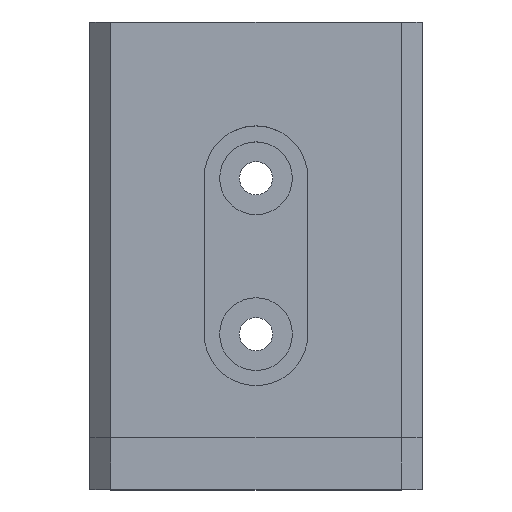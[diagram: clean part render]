
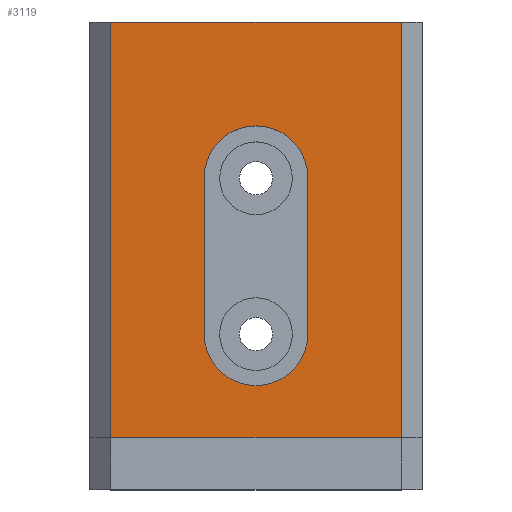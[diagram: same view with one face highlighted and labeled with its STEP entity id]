
A CAD part, top view. The second image highlights one B-rep face of the part: STEP entity #3119.
In plain terms, the highlighted planar face has unit normal (0, 0, 1).
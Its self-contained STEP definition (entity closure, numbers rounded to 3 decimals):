
#1077 = PLANE('',#1078);
#1078 = AXIS2_PLACEMENT_3D('',#1079,#1080,#1081);
#1079 = CARTESIAN_POINT('',(-16.,0.,13.));
#1080 = DIRECTION('',(0.,0.,1.));
#1081 = DIRECTION('',(1.,0.,0.));
#1262 = PLANE('',#1263);
#1263 = AXIS2_PLACEMENT_3D('',#1264,#1265,#1266);
#1264 = CARTESIAN_POINT('',(-15.,40.,12.));
#1265 = DIRECTION('',(-0.707,0.,0.707
    ));
#1266 = DIRECTION('',(0.,-1.,0.));
#1290 = PLANE('',#1291);
#1291 = AXIS2_PLACEMENT_3D('',#1292,#1293,#1294);
#1292 = CARTESIAN_POINT('',(0.,40.,-0.583));
#1293 = DIRECTION('',(0.,1.,0.));
#1294 = DIRECTION('',(0.,0.,1.));
#1355 = VERTEX_POINT('',#1356);
#1356 = CARTESIAN_POINT('',(-14.,0.,13.));
#2168 = CYLINDRICAL_SURFACE('',#2169,5.);
#2169 = AXIS2_PLACEMENT_3D('',#2170,#2171,#2172);
#2170 = CARTESIAN_POINT('',(0.,10.,13.));
#2171 = DIRECTION('',(0.,0.,1.));
#2172 = DIRECTION('',(-1.,-0.,0.));
#2196 = PLANE('',#2197);
#2197 = AXIS2_PLACEMENT_3D('',#2198,#2199,#2200);
#2198 = CARTESIAN_POINT('',(-5.,25.,13.));
#2199 = DIRECTION('',(-1.,-0.,0.));
#2200 = DIRECTION('',(0.,-1.,0.));
#2225 = CYLINDRICAL_SURFACE('',#2226,5.);
#2226 = AXIS2_PLACEMENT_3D('',#2227,#2228,#2229);
#2227 = CARTESIAN_POINT('',(0.,25.,13.));
#2228 = DIRECTION('',(0.,0.,1.));
#2229 = DIRECTION('',(-1.,-0.,0.));
#2251 = PLANE('',#2252);
#2252 = AXIS2_PLACEMENT_3D('',#2253,#2254,#2255);
#2253 = CARTESIAN_POINT('',(5.,10.,13.));
#2254 = DIRECTION('',(1.,0.,0.));
#2255 = DIRECTION('',(0.,1.,0.));
#2392 = EDGE_CURVE('',#1355,#2393,#2395,.T.);
#2393 = VERTEX_POINT('',#2394);
#2394 = CARTESIAN_POINT('',(14.,0.,13.));
#2395 = SURFACE_CURVE('',#2396,(#2400,#2407),.PCURVE_S1.);
#2396 = LINE('',#2397,#2398);
#2397 = CARTESIAN_POINT('',(-16.,0.,13.));
#2398 = VECTOR('',#2399,1.);
#2399 = DIRECTION('',(1.,0.,0.));
#2400 = PCURVE('',#1077,#2401);
#2401 = DEFINITIONAL_REPRESENTATION('',(#2402),#2406);
#2402 = LINE('',#2403,#2404);
#2403 = CARTESIAN_POINT('',(0.,0.));
#2404 = VECTOR('',#2405,1.);
#2405 = DIRECTION('',(1.,0.));
#2406 = ( GEOMETRIC_REPRESENTATION_CONTEXT(2) 
PARAMETRIC_REPRESENTATION_CONTEXT() REPRESENTATION_CONTEXT('2D SPACE',''
  ) );
#2407 = PCURVE('',#2408,#2413);
#2408 = PLANE('',#2409);
#2409 = AXIS2_PLACEMENT_3D('',#2410,#2411,#2412);
#2410 = CARTESIAN_POINT('',(16.,0.,13.));
#2411 = DIRECTION('',(0.,0.,1.));
#2412 = DIRECTION('',(-1.,0.,0.));
#2413 = DEFINITIONAL_REPRESENTATION('',(#2414),#2418);
#2414 = LINE('',#2415,#2416);
#2415 = CARTESIAN_POINT('',(32.,-0.));
#2416 = VECTOR('',#2417,1.);
#2417 = DIRECTION('',(-1.,0.));
#2418 = ( GEOMETRIC_REPRESENTATION_CONTEXT(2) 
PARAMETRIC_REPRESENTATION_CONTEXT() REPRESENTATION_CONTEXT('2D SPACE',''
  ) );
#2460 = PLANE('',#2461);
#2461 = AXIS2_PLACEMENT_3D('',#2462,#2463,#2464);
#2462 = CARTESIAN_POINT('',(15.,40.,12.));
#2463 = DIRECTION('',(0.707,0.,0.707)
  );
#2464 = DIRECTION('',(0.,-1.,0.));
#2486 = VERTEX_POINT('',#2487);
#2487 = CARTESIAN_POINT('',(-14.,40.,13.));
#2510 = EDGE_CURVE('',#2486,#1355,#2511,.T.);
#2511 = SURFACE_CURVE('',#2512,(#2516,#2523),.PCURVE_S1.);
#2512 = LINE('',#2513,#2514);
#2513 = CARTESIAN_POINT('',(-14.,40.,13.));
#2514 = VECTOR('',#2515,1.);
#2515 = DIRECTION('',(0.,-1.,0.));
#2516 = PCURVE('',#1262,#2517);
#2517 = DEFINITIONAL_REPRESENTATION('',(#2518),#2522);
#2518 = LINE('',#2519,#2520);
#2519 = CARTESIAN_POINT('',(0.,1.414));
#2520 = VECTOR('',#2521,1.);
#2521 = DIRECTION('',(1.,0.));
#2522 = ( GEOMETRIC_REPRESENTATION_CONTEXT(2) 
PARAMETRIC_REPRESENTATION_CONTEXT() REPRESENTATION_CONTEXT('2D SPACE',''
  ) );
#2523 = PCURVE('',#2408,#2524);
#2524 = DEFINITIONAL_REPRESENTATION('',(#2525),#2529);
#2525 = LINE('',#2526,#2527);
#2526 = CARTESIAN_POINT('',(30.,-40.));
#2527 = VECTOR('',#2528,1.);
#2528 = DIRECTION('',(0.,1.));
#2529 = ( GEOMETRIC_REPRESENTATION_CONTEXT(2) 
PARAMETRIC_REPRESENTATION_CONTEXT() REPRESENTATION_CONTEXT('2D SPACE',''
  ) );
#2606 = EDGE_CURVE('',#2607,#2486,#2609,.T.);
#2607 = VERTEX_POINT('',#2608);
#2608 = CARTESIAN_POINT('',(14.,40.,13.));
#2609 = SURFACE_CURVE('',#2610,(#2614,#2621),.PCURVE_S1.);
#2610 = LINE('',#2611,#2612);
#2611 = CARTESIAN_POINT('',(16.,40.,13.));
#2612 = VECTOR('',#2613,1.);
#2613 = DIRECTION('',(-1.,0.,-0.));
#2614 = PCURVE('',#1290,#2615);
#2615 = DEFINITIONAL_REPRESENTATION('',(#2616),#2620);
#2616 = LINE('',#2617,#2618);
#2617 = CARTESIAN_POINT('',(13.583,16.));
#2618 = VECTOR('',#2619,1.);
#2619 = DIRECTION('',(-0.,-1.));
#2620 = ( GEOMETRIC_REPRESENTATION_CONTEXT(2) 
PARAMETRIC_REPRESENTATION_CONTEXT() REPRESENTATION_CONTEXT('2D SPACE',''
  ) );
#2621 = PCURVE('',#2408,#2622);
#2622 = DEFINITIONAL_REPRESENTATION('',(#2623),#2627);
#2623 = LINE('',#2624,#2625);
#2624 = CARTESIAN_POINT('',(0.,-40.));
#2625 = VECTOR('',#2626,1.);
#2626 = DIRECTION('',(1.,-0.));
#2627 = ( GEOMETRIC_REPRESENTATION_CONTEXT(2) 
PARAMETRIC_REPRESENTATION_CONTEXT() REPRESENTATION_CONTEXT('2D SPACE',''
  ) );
#2925 = EDGE_CURVE('',#2926,#2928,#2930,.T.);
#2926 = VERTEX_POINT('',#2927);
#2927 = CARTESIAN_POINT('',(-5.,10.,13.));
#2928 = VERTEX_POINT('',#2929);
#2929 = CARTESIAN_POINT('',(5.,10.,13.));
#2930 = SURFACE_CURVE('',#2931,(#2936,#2943),.PCURVE_S1.);
#2931 = CIRCLE('',#2932,5.);
#2932 = AXIS2_PLACEMENT_3D('',#2933,#2934,#2935);
#2933 = CARTESIAN_POINT('',(0.,10.,13.));
#2934 = DIRECTION('',(0.,0.,1.));
#2935 = DIRECTION('',(-1.,0.,0.));
#2936 = PCURVE('',#2168,#2937);
#2937 = DEFINITIONAL_REPRESENTATION('',(#2938),#2942);
#2938 = LINE('',#2939,#2940);
#2939 = CARTESIAN_POINT('',(0.,0.));
#2940 = VECTOR('',#2941,1.);
#2941 = DIRECTION('',(1.,0.));
#2942 = ( GEOMETRIC_REPRESENTATION_CONTEXT(2) 
PARAMETRIC_REPRESENTATION_CONTEXT() REPRESENTATION_CONTEXT('2D SPACE',''
  ) );
#2943 = PCURVE('',#2408,#2944);
#2944 = DEFINITIONAL_REPRESENTATION('',(#2945),#2949);
#2945 = CIRCLE('',#2946,5.);
#2946 = AXIS2_PLACEMENT_2D('',#2947,#2948);
#2947 = CARTESIAN_POINT('',(16.,-10.));
#2948 = DIRECTION('',(1.,-0.));
#2949 = ( GEOMETRIC_REPRESENTATION_CONTEXT(2) 
PARAMETRIC_REPRESENTATION_CONTEXT() REPRESENTATION_CONTEXT('2D SPACE',''
  ) );
#2997 = EDGE_CURVE('',#2928,#2998,#3000,.T.);
#2998 = VERTEX_POINT('',#2999);
#2999 = CARTESIAN_POINT('',(5.,25.,13.));
#3000 = SURFACE_CURVE('',#3001,(#3005,#3012),.PCURVE_S1.);
#3001 = LINE('',#3002,#3003);
#3002 = CARTESIAN_POINT('',(5.,10.,13.));
#3003 = VECTOR('',#3004,1.);
#3004 = DIRECTION('',(0.,1.,0.));
#3005 = PCURVE('',#2251,#3006);
#3006 = DEFINITIONAL_REPRESENTATION('',(#3007),#3011);
#3007 = LINE('',#3008,#3009);
#3008 = CARTESIAN_POINT('',(0.,0.));
#3009 = VECTOR('',#3010,1.);
#3010 = DIRECTION('',(1.,0.));
#3011 = ( GEOMETRIC_REPRESENTATION_CONTEXT(2) 
PARAMETRIC_REPRESENTATION_CONTEXT() REPRESENTATION_CONTEXT('2D SPACE',''
  ) );
#3012 = PCURVE('',#2408,#3013);
#3013 = DEFINITIONAL_REPRESENTATION('',(#3014),#3018);
#3014 = LINE('',#3015,#3016);
#3015 = CARTESIAN_POINT('',(11.,-10.));
#3016 = VECTOR('',#3017,1.);
#3017 = DIRECTION('',(0.,-1.));
#3018 = ( GEOMETRIC_REPRESENTATION_CONTEXT(2) 
PARAMETRIC_REPRESENTATION_CONTEXT() REPRESENTATION_CONTEXT('2D SPACE',''
  ) );
#3046 = EDGE_CURVE('',#2998,#3047,#3049,.T.);
#3047 = VERTEX_POINT('',#3048);
#3048 = CARTESIAN_POINT('',(-5.,25.,13.));
#3049 = SURFACE_CURVE('',#3050,(#3055,#3062),.PCURVE_S1.);
#3050 = CIRCLE('',#3051,5.);
#3051 = AXIS2_PLACEMENT_3D('',#3052,#3053,#3054);
#3052 = CARTESIAN_POINT('',(0.,25.,13.));
#3053 = DIRECTION('',(0.,0.,1.));
#3054 = DIRECTION('',(-1.,0.,0.));
#3055 = PCURVE('',#2225,#3056);
#3056 = DEFINITIONAL_REPRESENTATION('',(#3057),#3061);
#3057 = LINE('',#3058,#3059);
#3058 = CARTESIAN_POINT('',(0.,0.));
#3059 = VECTOR('',#3060,1.);
#3060 = DIRECTION('',(1.,0.));
#3061 = ( GEOMETRIC_REPRESENTATION_CONTEXT(2) 
PARAMETRIC_REPRESENTATION_CONTEXT() REPRESENTATION_CONTEXT('2D SPACE',''
  ) );
#3062 = PCURVE('',#2408,#3063);
#3063 = DEFINITIONAL_REPRESENTATION('',(#3064),#3068);
#3064 = CIRCLE('',#3065,5.);
#3065 = AXIS2_PLACEMENT_2D('',#3066,#3067);
#3066 = CARTESIAN_POINT('',(16.,-25.));
#3067 = DIRECTION('',(1.,-0.));
#3068 = ( GEOMETRIC_REPRESENTATION_CONTEXT(2) 
PARAMETRIC_REPRESENTATION_CONTEXT() REPRESENTATION_CONTEXT('2D SPACE',''
  ) );
#3096 = EDGE_CURVE('',#3047,#2926,#3097,.T.);
#3097 = SURFACE_CURVE('',#3098,(#3102,#3109),.PCURVE_S1.);
#3098 = LINE('',#3099,#3100);
#3099 = CARTESIAN_POINT('',(-5.,25.,13.));
#3100 = VECTOR('',#3101,1.);
#3101 = DIRECTION('',(-0.,-1.,0.));
#3102 = PCURVE('',#2196,#3103);
#3103 = DEFINITIONAL_REPRESENTATION('',(#3104),#3108);
#3104 = LINE('',#3105,#3106);
#3105 = CARTESIAN_POINT('',(0.,0.));
#3106 = VECTOR('',#3107,1.);
#3107 = DIRECTION('',(1.,0.));
#3108 = ( GEOMETRIC_REPRESENTATION_CONTEXT(2) 
PARAMETRIC_REPRESENTATION_CONTEXT() REPRESENTATION_CONTEXT('2D SPACE',''
  ) );
#3109 = PCURVE('',#2408,#3110);
#3110 = DEFINITIONAL_REPRESENTATION('',(#3111),#3115);
#3111 = LINE('',#3112,#3113);
#3112 = CARTESIAN_POINT('',(21.,-25.));
#3113 = VECTOR('',#3114,1.);
#3114 = DIRECTION('',(0.,1.));
#3115 = ( GEOMETRIC_REPRESENTATION_CONTEXT(2) 
PARAMETRIC_REPRESENTATION_CONTEXT() REPRESENTATION_CONTEXT('2D SPACE',''
  ) );
#3119 = ADVANCED_FACE('',(#3120,#3146),#2408,.T.);
#3120 = FACE_BOUND('',#3121,.T.);
#3121 = EDGE_LOOP('',(#3122,#3123,#3144,#3145));
#3122 = ORIENTED_EDGE('',*,*,#2392,.T.);
#3123 = ORIENTED_EDGE('',*,*,#3124,.F.);
#3124 = EDGE_CURVE('',#2607,#2393,#3125,.T.);
#3125 = SURFACE_CURVE('',#3126,(#3130,#3137),.PCURVE_S1.);
#3126 = LINE('',#3127,#3128);
#3127 = CARTESIAN_POINT('',(14.,40.,13.));
#3128 = VECTOR('',#3129,1.);
#3129 = DIRECTION('',(0.,-1.,0.));
#3130 = PCURVE('',#2408,#3131);
#3131 = DEFINITIONAL_REPRESENTATION('',(#3132),#3136);
#3132 = LINE('',#3133,#3134);
#3133 = CARTESIAN_POINT('',(2.,-40.));
#3134 = VECTOR('',#3135,1.);
#3135 = DIRECTION('',(0.,1.));
#3136 = ( GEOMETRIC_REPRESENTATION_CONTEXT(2) 
PARAMETRIC_REPRESENTATION_CONTEXT() REPRESENTATION_CONTEXT('2D SPACE',''
  ) );
#3137 = PCURVE('',#2460,#3138);
#3138 = DEFINITIONAL_REPRESENTATION('',(#3139),#3143);
#3139 = LINE('',#3140,#3141);
#3140 = CARTESIAN_POINT('',(0.,-1.414));
#3141 = VECTOR('',#3142,1.);
#3142 = DIRECTION('',(1.,0.));
#3143 = ( GEOMETRIC_REPRESENTATION_CONTEXT(2) 
PARAMETRIC_REPRESENTATION_CONTEXT() REPRESENTATION_CONTEXT('2D SPACE',''
  ) );
#3144 = ORIENTED_EDGE('',*,*,#2606,.T.);
#3145 = ORIENTED_EDGE('',*,*,#2510,.T.);
#3146 = FACE_BOUND('',#3147,.T.);
#3147 = EDGE_LOOP('',(#3148,#3149,#3150,#3151));
#3148 = ORIENTED_EDGE('',*,*,#2925,.F.);
#3149 = ORIENTED_EDGE('',*,*,#3096,.F.);
#3150 = ORIENTED_EDGE('',*,*,#3046,.F.);
#3151 = ORIENTED_EDGE('',*,*,#2997,.F.);
